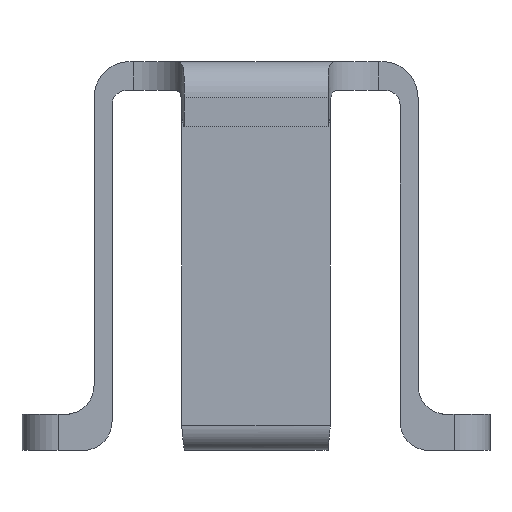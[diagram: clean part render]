
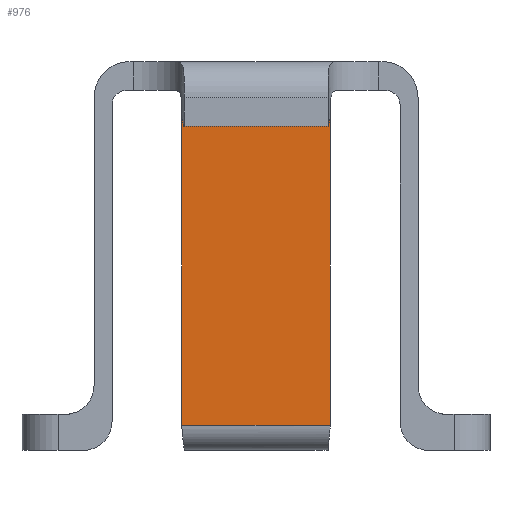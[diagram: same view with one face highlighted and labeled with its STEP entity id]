
A CAD part, front view. The second image highlights one B-rep face of the part: STEP entity #976.
In plain terms, the highlighted planar face has unit normal (0, -1, 0).
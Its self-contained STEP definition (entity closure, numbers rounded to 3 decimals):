
#22=PLANE('',#1052);
#99=FACE_OUTER_BOUND('',#150,.T.);
#150=EDGE_LOOP('',(#692,#693,#694,#695));
#212=LINE('',#1540,#301);
#213=LINE('',#1551,#302);
#214=LINE('',#1553,#303);
#215=LINE('',#1554,#304);
#301=VECTOR('',#1192,10.);
#302=VECTOR('',#1195,10.);
#303=VECTOR('',#1196,10.);
#304=VECTOR('',#1197,10.);
#417=VERTEX_POINT('',#1530);
#418=VERTEX_POINT('',#1539);
#419=VERTEX_POINT('',#1550);
#420=VERTEX_POINT('',#1552);
#525=EDGE_CURVE('',#417,#418,#212,.T.);
#527=EDGE_CURVE('',#419,#417,#213,.T.);
#528=EDGE_CURVE('',#420,#419,#214,.T.);
#529=EDGE_CURVE('',#420,#418,#215,.F.);
#692=ORIENTED_EDGE('',*,*,#525,.F.);
#693=ORIENTED_EDGE('',*,*,#527,.F.);
#694=ORIENTED_EDGE('',*,*,#528,.F.);
#695=ORIENTED_EDGE('',*,*,#529,.T.);
#976=ADVANCED_FACE('',(#99),#22,.T.);
#1052=AXIS2_PLACEMENT_3D('',#1549,#1193,#1194);
#1192=DIRECTION('',(-1.,0.,0.));
#1193=DIRECTION('center_axis',(0.,-1.,0.));
#1194=DIRECTION('ref_axis',(-1.,0.,0.));
#1195=DIRECTION('',(0.,0.,-1.));
#1196=DIRECTION('',(1.,0.,0.));
#1197=DIRECTION('',(0.,0.,1.));
#1530=CARTESIAN_POINT('',(10.292,10.,3.5));
#1539=CARTESIAN_POINT('',(-10.292,10.,3.5));
#1540=CARTESIAN_POINT('',(5.,10.,3.5));
#1549=CARTESIAN_POINT('Origin',(10.,10.,50.));
#1550=CARTESIAN_POINT('',(10.292,10.,48.));
#1551=CARTESIAN_POINT('',(10.292,10.,27.5));
#1552=CARTESIAN_POINT('',(-10.292,10.,48.));
#1553=CARTESIAN_POINT('',(5.,10.,48.));
#1554=CARTESIAN_POINT('',(-10.292,10.,25.));
